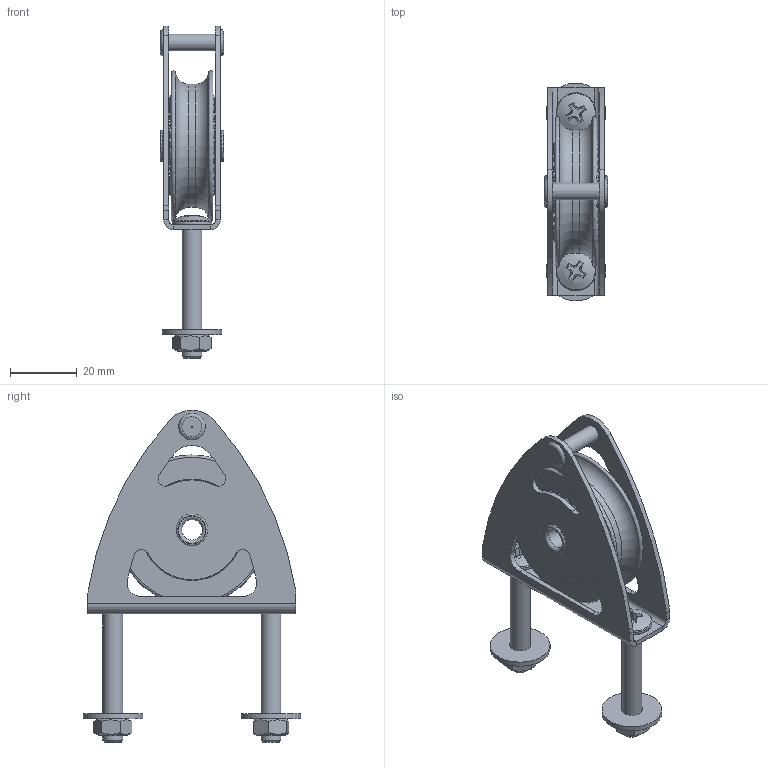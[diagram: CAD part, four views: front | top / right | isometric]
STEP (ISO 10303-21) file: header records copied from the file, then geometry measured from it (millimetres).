
FILE_DESCRIPTION(/* description */ (''),/* implementation_level */ '2;1');
FILE_NAME(/* name */ '00424.stp',/* time_stamp */ '2018-03-16T11:39:38+01:00',/* author */ ('fabio.zanardi'),/* organization */ (''),/* preprocessor_version */ 'ST-DEVELOPER v16.5',/* originating_system */ 'Autodesk Inventor 2017',/* authorisation */ '');
FILE_SCHEMA (('AUTOMOTIVE_DESIGN { 1 0 10303 214 3 1 1 }'));
Length unit declared in the file: millimetre
Products named in the file (1): 18031606
Bounding box: 19 x 65.47 x 99.76 mm (x, y, z)
Volume: 27183.9 mm3; surface area: 21236.5 mm2
Topology: 1 solids, 3 shells, 297 faces, 565 edges, 400 vertices
Faces by surface type: sphere 110, plane 82, cylinder 67, torus 20, cone 18
Full cylindrical faces by diameter (mm): 5 x1, 5.2 x2, 6 x4, 6.2 x1, 6.4 x2, 6.5 x2, 8.672 x2, 9.5 x2, 12 x4, 18 x2, 30.5 x2, 31.4 x2, 37 x1
Entity records: 9002 total; most frequent: CARTESIAN_POINT 3148, DIRECTION 1240, ORIENTED_EDGE 972, AXIS2_PLACEMENT_3D 548, EDGE_LOOP 502, EDGE_CURVE 484, VERTEX_POINT 380, FACE_OUTER_BOUND 297
